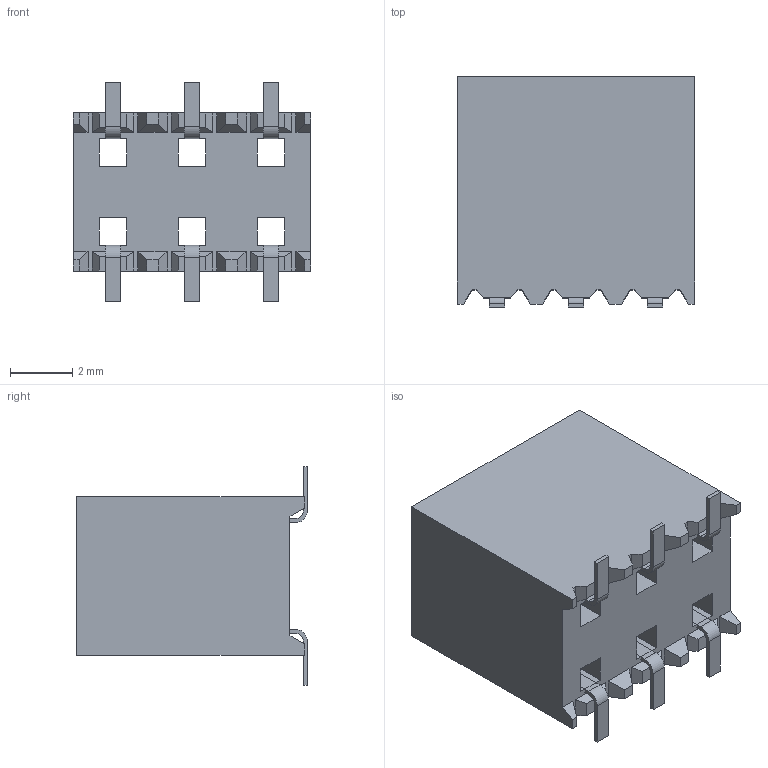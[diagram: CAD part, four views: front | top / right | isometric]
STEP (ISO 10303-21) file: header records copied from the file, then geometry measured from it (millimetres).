
FILE_DESCRIPTION(/* description */ ('STEP AP214'),/* implementation_level */ '2;1');
FILE_NAME(/* name */ 'SSM-103-L-DV',/* time_stamp */ '2024-02-15T21:57:18+01:00',/* author */ ('License CC BY-ND 4.0'),/* organization */ ('CADENAS'),/* preprocessor_version */ 'ST-DEVELOPER v19.3',/* originating_system */ 'PARTsolutions',/* authorisation */ ' ');
FILE_SCHEMA (('AUTOMOTIVE_DESIGN {1 0 10303 214 3 1 1}'));
Length unit declared in the file: inch
Products named in the file (3): SSM-103-L-DV; SSM-103-L-DV_body; C-137-013
Assembly tree (2 placements, depth 2):
  SSM-103-L-DV
    SSM-103-L-DV_body
    C-137-013
Bounding box: 7.62 x 7.42 x 7.04 mm (x, y, z)
Volume: 234.3 mm3; surface area: 452.7 mm2
Topology: 2 solids, 2 shells, 149 faces, 432 edges, 288 vertices
Faces by surface type: plane 137, cylinder 12
Entity records: 4936 total; most frequent: CARTESIAN_POINT 872, ORIENTED_EDGE 864, DIRECTION 760, EDGE_CURVE 432, LINE 408, VECTOR 408, VERTEX_POINT 288, AXIS2_PLACEMENT_3D 176
